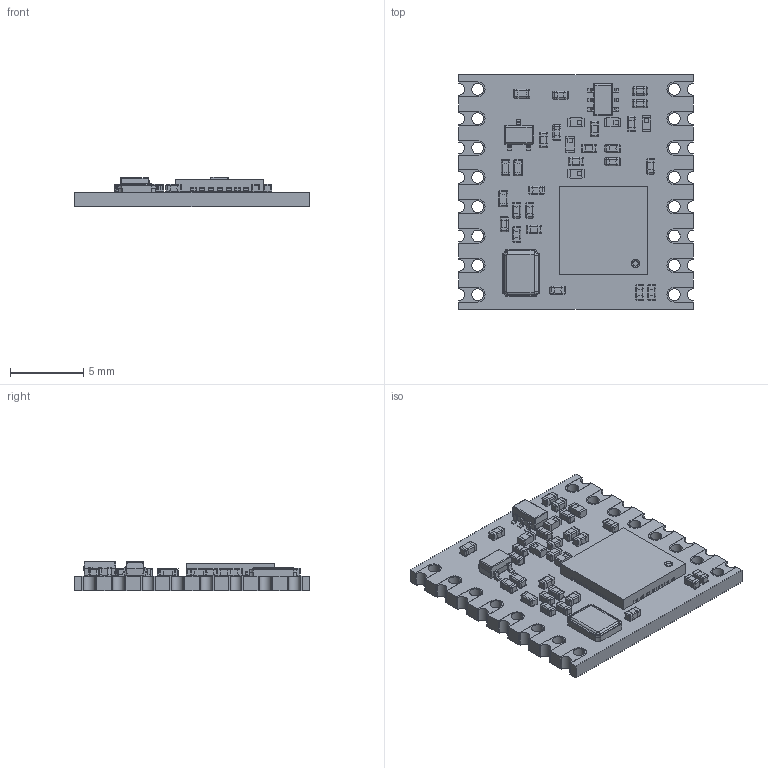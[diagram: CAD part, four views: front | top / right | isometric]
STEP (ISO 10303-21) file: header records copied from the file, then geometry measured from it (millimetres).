
FILE_DESCRIPTION(/* description */ ('VariCAD 2022-1.06 AP-214'),/* implementation_level */ '2;1');
FILE_NAME(/* name */ 'RFM95 LoRa v15.stp',/* time_stamp */ '2022-04-25T18:34:39+01:00',/* author */ (''),/* organization */ (''),/* preprocessor_version */ 'VariCAD 2022-1.06',/* originating_system */ 'VariCAD 2022-1.06; kernel version (20180118)',/* authorisation */ '');
FILE_SCHEMA(('AUTOMOTIVE_DESIGN'));
Products named in the file (93): RFM95 LoRa v15; QFN 28 v21; QFN 28 v22; QFN 28 v23; QFN 28 v24; QFN 28 v25; QFN 28 v26; QFN 28 v27; QFN 28 v28; QFN 28 v29; QFN 28 v210; QFN 28 v211; QFN 28 v212; QFN 28 v213; QFN 28 v214; QFN 28 v215; QFN 28 v216; QFN 28 v217; QFN 28 v218; QFN 28 v219; QFN 28 v220; QFN 28 v221; QFN 28 v222; QFN 28 v223; QFN 28 v224; QFN 28 v225; QFN 28 v226; QFN 28 v227; QFN 28 v228; QFN 28 v229; QFN 28 v230; QFN 28 v231; QFN 28 v232; QFN 28 v233; QFN 28 v234; QFN 28 v235; QFN 28 v236; QFN 28 v237; QFN 28 v238; QFN 28 v239 ...
Assembly tree (92 placements, depth 2):
  RFM95 LoRa v15
    QFN 28 v21
    QFN 28 v22
    QFN 28 v23
    QFN 28 v24
    QFN 28 v25
    QFN 28 v26
    QFN 28 v27
    QFN 28 v28
    QFN 28 v29
    QFN 28 v210
    QFN 28 v211
    QFN 28 v212
    QFN 28 v213
    QFN 28 v214
    QFN 28 v215
    QFN 28 v216
    QFN 28 v217
    QFN 28 v218
    QFN 28 v219
    QFN 28 v220
    QFN 28 v221
    QFN 28 v222
    QFN 28 v223
    QFN 28 v224
    QFN 28 v225
    QFN 28 v226
    QFN 28 v227
    QFN 28 v228
    QFN 28 v229
    QFN 28 v230
    QFN 28 v231
    QFN 28 v232
    QFN 28 v233
    QFN 28 v234
    QFN 28 v235
    QFN 28 v236
    QFN 28 v237
    QFN 28 v238
    QFN 28 v239
    QFN 28 v240
    QFN 28 v241
    QFN 28 v242
    QFN 28 v243
    QFN 28 v244
    QFN 28 v245
    QFN 28 v246
    QFN 28 v247
    QFN 28 v248
    QFN 28 v249
    QFN 28 v250
    QFN 28 v251
    QFN 28 v252
    QFN 28 v253
    QFN 28 v254
    QFN 28 v255
    QFN 28 v256
    QFN 28 v257
    QFN 28 v258
    SMD Crystal v1
Bounding box: 16 x 16 x 2.04 mm (x, y, z)
Volume: 294.7 mm3; surface area: 912.6 mm2
Topology: 92 solids, 92 shells, 2071 faces, 5070 edges, 3012 vertices
Faces by surface type: plane 1153, cylinder 692, sphere 216, torus 8, bspline 2
Entity records: 63586 total; most frequent: CARTESIAN_POINT 12184, DIRECTION 10880, ORIENTED_EDGE 9708, EDGE_CURVE 4854, AXIS2_PLACEMENT_3D 3910, LINE 3060, VECTOR 3060, VERTEX_POINT 3012
